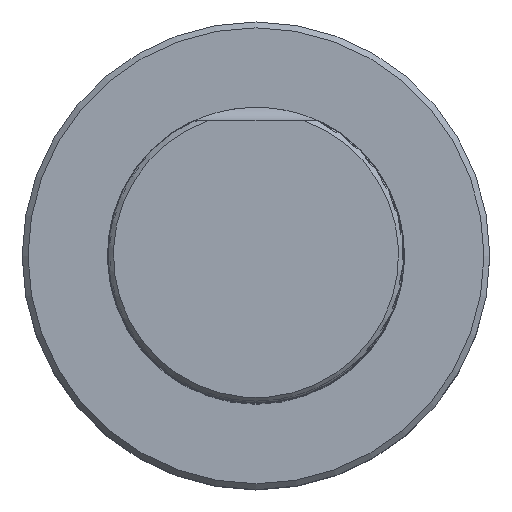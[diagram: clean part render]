
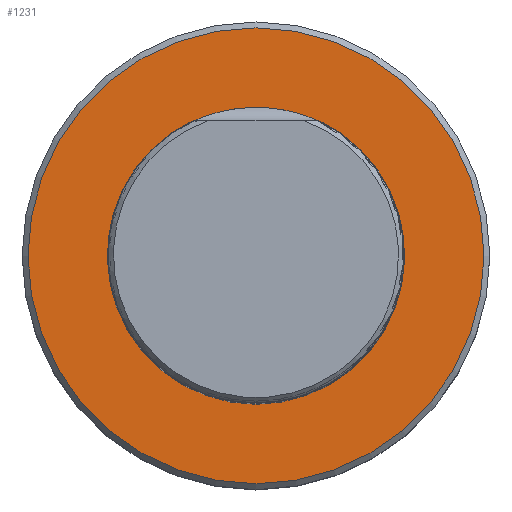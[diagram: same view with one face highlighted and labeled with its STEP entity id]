
A CAD part, top view. The second image highlights one B-rep face of the part: STEP entity #1231.
In plain terms, the highlighted face is planar.
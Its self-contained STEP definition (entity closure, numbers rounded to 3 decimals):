
#403=CIRCLE('',#7602,25.396);
#405=CIRCLE('',#7605,39.);
#777=FACE_BOUND('',#2250,.T.);
#778=FACE_BOUND('',#2251,.T.);
#1231=ADVANCED_FACE('TB_IB_SU_4',(#777,#778),#1616,.T.);
#1616=PLANE('',#7609);
#2250=EDGE_LOOP('',(#3153));
#2251=EDGE_LOOP('',(#3154));
#3153=ORIENTED_EDGE('',*,*,#5655,.T.);
#3154=ORIENTED_EDGE('',*,*,#5653,.T.);
#4898=VERTEX_POINT('',#13992);
#4900=VERTEX_POINT('',#13997);
#5653=EDGE_CURVE('',#4898,#4898,#403,.T.);
#5655=EDGE_CURVE('',#4900,#4900,#405,.T.);
#7602=AXIS2_PLACEMENT_3D('',#13991,#8677,#8678);
#7605=AXIS2_PLACEMENT_3D('',#13996,#8683,#8684);
#7609=AXIS2_PLACEMENT_3D('',#14002,#8691,#8692);
#8677=DIRECTION('',(0.,-1.,0.));
#8678=DIRECTION('',(0.,0.,-1.));
#8683=DIRECTION('',(0.,1.,0.));
#8684=DIRECTION('',(0.,0.,1.));
#8691=DIRECTION('',(0.,1.,0.));
#8692=DIRECTION('',(0.,0.,1.));
#13991=CARTESIAN_POINT('',(0.,0.,0.));
#13992=CARTESIAN_POINT('',(0.,0.,-25.396));
#13996=CARTESIAN_POINT('',(0.,0.,0.));
#13997=CARTESIAN_POINT('',(0.,0.,39.));
#14002=CARTESIAN_POINT('',(0.,0.,0.));
